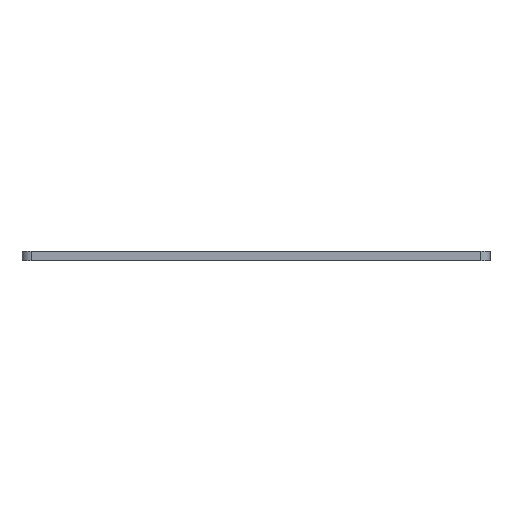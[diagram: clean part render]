
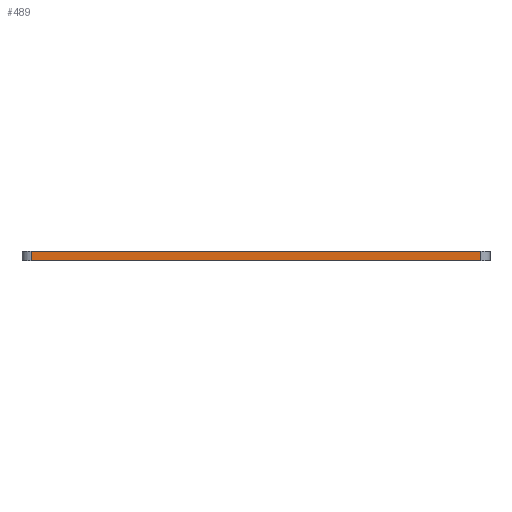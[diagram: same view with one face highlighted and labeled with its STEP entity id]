
A CAD part, front view. The second image highlights one B-rep face of the part: STEP entity #489.
In plain terms, the highlighted planar face has unit normal (0, -1, 0).
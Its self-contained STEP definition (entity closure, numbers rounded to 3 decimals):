
#23 = CARTESIAN_POINT ( 'NONE',  ( -240., -250., 0. ) ) ;
#62 = ORIENTED_EDGE ( 'NONE', *, *, #517, .F. ) ;
#74 = CARTESIAN_POINT ( 'NONE',  ( -240., -250., 10. ) ) ;
#117 = LINE ( 'NONE', #1031, #1270 ) ;
#153 = CARTESIAN_POINT ( 'NONE',  ( 240., -250., 0. ) ) ;
#250 = EDGE_LOOP ( 'NONE', ( #459, #1046, #62, #1391 ) ) ;
#256 = CARTESIAN_POINT ( 'NONE',  ( -240., -250., 10. ) ) ;
#366 = CARTESIAN_POINT ( 'NONE',  ( -240., -250., 0. ) ) ;
#375 = DIRECTION ( 'NONE',  ( 0., 0., -1. ) ) ;
#387 = VERTEX_POINT ( 'NONE', #366 ) ;
#417 = EDGE_CURVE ( 'NONE', #387, #1048, #480, .T. ) ;
#438 = VECTOR ( 'NONE', #1025, 1000. ) ;
#459 = ORIENTED_EDGE ( 'NONE', *, *, #417, .T. ) ;
#480 = LINE ( 'NONE', #23, #438 ) ;
#489 = ADVANCED_FACE ( 'NONE', ( #687 ), #1291, .F. ) ;
#511 = VERTEX_POINT ( 'NONE', #1397 ) ;
#517 = EDGE_CURVE ( 'NONE', #613, #511, #653, .T. ) ;
#521 = AXIS2_PLACEMENT_3D ( 'NONE', #1273, #617, #712 ) ;
#613 = VERTEX_POINT ( 'NONE', #1426 ) ;
#617 = DIRECTION ( 'NONE',  ( 0., 1., 0. ) ) ;
#619 = LINE ( 'NONE', #256, #865 ) ;
#653 = LINE ( 'NONE', #74, #723 ) ;
#672 = DIRECTION ( 'NONE',  ( 0., 0., -1. ) ) ;
#687 = FACE_OUTER_BOUND ( 'NONE', #250, .T. ) ;
#712 = DIRECTION ( 'NONE',  ( -1., 0., 0. ) ) ;
#723 = VECTOR ( 'NONE', #844, 1000. ) ;
#844 = DIRECTION ( 'NONE',  ( 1., 0., 0. ) ) ;
#865 = VECTOR ( 'NONE', #672, 1000. ) ;
#906 = EDGE_CURVE ( 'NONE', #613, #387, #619, .T. ) ;
#1025 = DIRECTION ( 'NONE',  ( 1., 0., 0. ) ) ;
#1031 = CARTESIAN_POINT ( 'NONE',  ( 240., -250., 10. ) ) ;
#1044 = EDGE_CURVE ( 'NONE', #511, #1048, #117, .T. ) ;
#1046 = ORIENTED_EDGE ( 'NONE', *, *, #1044, .F. ) ;
#1048 = VERTEX_POINT ( 'NONE', #153 ) ;
#1270 = VECTOR ( 'NONE', #375, 1000. ) ;
#1273 = CARTESIAN_POINT ( 'NONE',  ( -240., -250., 10. ) ) ;
#1291 = PLANE ( 'NONE',  #521 ) ;
#1391 = ORIENTED_EDGE ( 'NONE', *, *, #906, .T. ) ;
#1397 = CARTESIAN_POINT ( 'NONE',  ( 240., -250., 10. ) ) ;
#1426 = CARTESIAN_POINT ( 'NONE',  ( -240., -250., 10. ) ) ;
